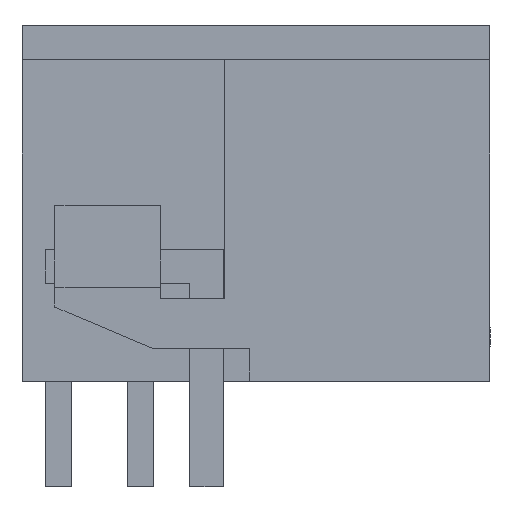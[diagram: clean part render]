
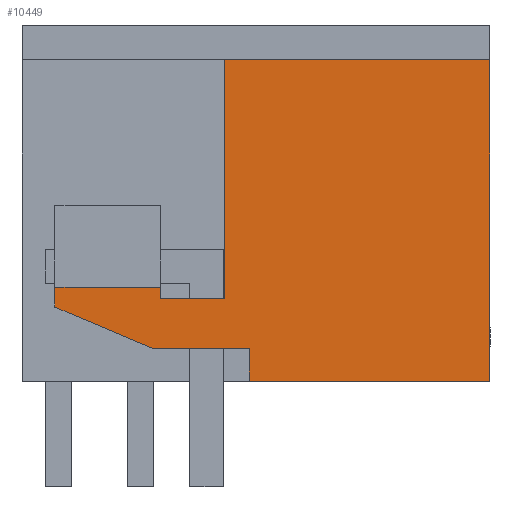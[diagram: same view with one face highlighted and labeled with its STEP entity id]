
A CAD part, left-side view. The second image highlights one B-rep face of the part: STEP entity #10449.
In plain terms, the highlighted planar face has unit normal (-1, 0, 0).
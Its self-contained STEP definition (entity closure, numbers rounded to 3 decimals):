
#10387=AXIS2_PLACEMENT_3D('Plane Axis2P3D',#10384,#10385,#10386) ;
#5357=CARTESIAN_POINT('Vertex',(0.,0.,12.95)) ;
#5360=CARTESIAN_POINT('Line Origine',(0.,0.,8.075)) ;
#5364=CARTESIAN_POINT('Vertex',(0.,0.,3.2)) ;
#9880=CARTESIAN_POINT('Line Origine',(0.,3.65,3.2)) ;
#9884=CARTESIAN_POINT('Vertex',(0.,7.3,3.2)) ;
#10027=CARTESIAN_POINT('Vertex',(0.,8.05,12.95)) ;
#10030=CARTESIAN_POINT('Line Origine',(0.,4.025,12.95)) ;
#10368=CARTESIAN_POINT('Vertex',(0.,7.3,4.197)) ;
#10371=CARTESIAN_POINT('Line Origine',(0.,7.3,3.698)) ;
#10384=CARTESIAN_POINT('Axis2P3D Location',(0.,0.,12.95)) ;
#10389=CARTESIAN_POINT('Line Origine',(0.,8.05,9.325)) ;
#10393=CARTESIAN_POINT('Vertex',(0.,8.05,5.7)) ;
#10396=CARTESIAN_POINT('Line Origine',(0.,9.025,5.7)) ;
#10400=CARTESIAN_POINT('Vertex',(0.,10.,5.7)) ;
#10403=CARTESIAN_POINT('Line Origine',(0.,10.,5.875)) ;
#10407=CARTESIAN_POINT('Vertex',(0.,10.,6.05)) ;
#10410=CARTESIAN_POINT('Line Origine',(0.,11.6,6.05)) ;
#10414=CARTESIAN_POINT('Vertex',(0.,13.2,6.05)) ;
#10417=CARTESIAN_POINT('Line Origine',(0.,13.2,5.75)) ;
#10421=CARTESIAN_POINT('Vertex',(0.,13.2,5.45)) ;
#10424=CARTESIAN_POINT('Line Origine',(0.,11.721,4.823)) ;
#10428=CARTESIAN_POINT('Vertex',(0.,10.242,4.197)) ;
#10431=CARTESIAN_POINT('Line Origine',(0.,8.771,4.197)) ;
#5361=DIRECTION('Vector Direction',(0.,0.,-1.)) ;
#9881=DIRECTION('Vector Direction',(0.,1.,0.)) ;
#10031=DIRECTION('Vector Direction',(0.,1.,0.)) ;
#10372=DIRECTION('Vector Direction',(0.,0.,-1.)) ;
#10385=DIRECTION('Axis2P3D Direction',(1.,0.,0.)) ;
#10386=DIRECTION('Axis2P3D XDirection',(0.,0.,-1.)) ;
#10390=DIRECTION('Vector Direction',(0.,0.,1.)) ;
#10397=DIRECTION('Vector Direction',(0.,-1.,0.)) ;
#10404=DIRECTION('Vector Direction',(0.,0.,1.)) ;
#10411=DIRECTION('Vector Direction',(0.,1.,0.)) ;
#10418=DIRECTION('Vector Direction',(0.,0.,-1.)) ;
#10425=DIRECTION('Vector Direction',(0.,0.921,0.39)) ;
#10432=DIRECTION('Vector Direction',(0.,-1.,0.)) ;
#5362=VECTOR('Line Direction',#5361,1.) ;
#9882=VECTOR('Line Direction',#9881,1.) ;
#10032=VECTOR('Line Direction',#10031,1.) ;
#10373=VECTOR('Line Direction',#10372,1.) ;
#10391=VECTOR('Line Direction',#10390,1.) ;
#10398=VECTOR('Line Direction',#10397,1.) ;
#10405=VECTOR('Line Direction',#10404,1.) ;
#10412=VECTOR('Line Direction',#10411,1.) ;
#10419=VECTOR('Line Direction',#10418,1.) ;
#10426=VECTOR('Line Direction',#10425,1.) ;
#10433=VECTOR('Line Direction',#10432,1.) ;
#10437=ORIENTED_EDGE('',*,*,#10395,.F.) ;
#10438=ORIENTED_EDGE('',*,*,#10402,.F.) ;
#10439=ORIENTED_EDGE('',*,*,#10409,.F.) ;
#10440=ORIENTED_EDGE('',*,*,#10416,.F.) ;
#10441=ORIENTED_EDGE('',*,*,#10423,.F.) ;
#10442=ORIENTED_EDGE('',*,*,#10430,.F.) ;
#10443=ORIENTED_EDGE('',*,*,#10435,.F.) ;
#10444=ORIENTED_EDGE('',*,*,#10375,.F.) ;
#10445=ORIENTED_EDGE('',*,*,#9886,.F.) ;
#10446=ORIENTED_EDGE('',*,*,#5366,.F.) ;
#10447=ORIENTED_EDGE('',*,*,#10034,.T.) ;
#10449=ADVANCED_FACE('HOUSING',(#10448),#10388,.F.) ;
#5366=EDGE_CURVE('',#5358,#5365,#5363,.T.) ;
#9886=EDGE_CURVE('',#5365,#9885,#9883,.T.) ;
#10034=EDGE_CURVE('',#5358,#10028,#10033,.T.) ;
#10375=EDGE_CURVE('',#9885,#10369,#10374,.F.) ;
#10395=EDGE_CURVE('',#10394,#10028,#10392,.T.) ;
#10402=EDGE_CURVE('',#10401,#10394,#10399,.T.) ;
#10409=EDGE_CURVE('',#10408,#10401,#10406,.F.) ;
#10416=EDGE_CURVE('',#10415,#10408,#10413,.F.) ;
#10423=EDGE_CURVE('',#10422,#10415,#10420,.F.) ;
#10430=EDGE_CURVE('',#10429,#10422,#10427,.T.) ;
#10435=EDGE_CURVE('',#10369,#10429,#10434,.F.) ;
#10436=EDGE_LOOP('',(#10437,#10438,#10439,#10440,#10441,#10442,#10443,#10444,#10445,#10446,#10447)) ;
#10448=FACE_OUTER_BOUND('',#10436,.T.) ;
#5363=LINE('Line',#5360,#5362) ;
#9883=LINE('Line',#9880,#9882) ;
#10033=LINE('Line',#10030,#10032) ;
#10374=LINE('Line',#10371,#10373) ;
#10392=LINE('Line',#10389,#10391) ;
#10399=LINE('Line',#10396,#10398) ;
#10406=LINE('Line',#10403,#10405) ;
#10413=LINE('Line',#10410,#10412) ;
#10420=LINE('Line',#10417,#10419) ;
#10427=LINE('Line',#10424,#10426) ;
#10434=LINE('Line',#10431,#10433) ;
#10388=PLANE('',#10387) ;
#5358=VERTEX_POINT('',#5357) ;
#5365=VERTEX_POINT('',#5364) ;
#9885=VERTEX_POINT('',#9884) ;
#10028=VERTEX_POINT('',#10027) ;
#10369=VERTEX_POINT('',#10368) ;
#10394=VERTEX_POINT('',#10393) ;
#10401=VERTEX_POINT('',#10400) ;
#10408=VERTEX_POINT('',#10407) ;
#10415=VERTEX_POINT('',#10414) ;
#10422=VERTEX_POINT('',#10421) ;
#10429=VERTEX_POINT('',#10428) ;
